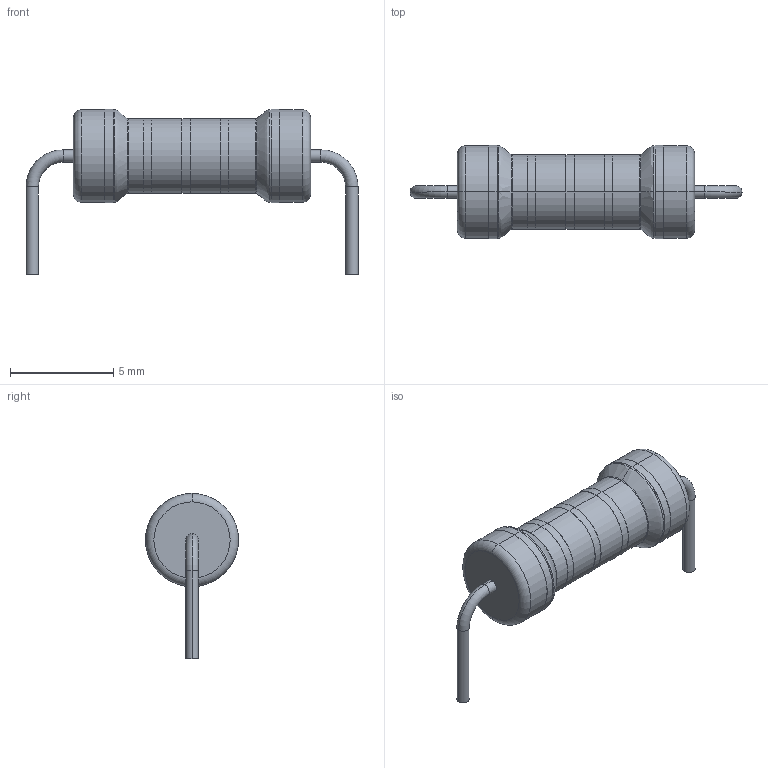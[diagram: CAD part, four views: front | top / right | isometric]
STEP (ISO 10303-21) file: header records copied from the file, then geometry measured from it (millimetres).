
FILE_DESCRIPTION (( 'STEP AP214' ), '1' );
FILE_NAME ('RES-TH-C45x110-P150-D8-1.STEP', '2025-10-27T03:24:36', ( '' ), ( '' ), 'SwSTEP 2.0', 'SolidWorks 2020', '' );
FILE_SCHEMA (( 'AUTOMOTIVE_DESIGN' ));
Length unit declared in the file: millimetre
Products named in the file (2): RES-TH_BD4.5-L11.5-P15.50-D0.7~RES-TH_BD4.5-L11.5-P15.50~mBhM^U1~RES-TH_BD4.5-L11.5-P15.50-D0.7~RES-TH_BD4.5-L11.5-P15.50~mBhM_3D_PCB1_2025-10-27(2)_3D_PCB1_2025-10-27; RES-TH-C45x110-P150-D8-1
Assembly tree (1 placements, depth 2):
  RES-TH-C45x110-P150-D8-1
    RES-TH_BD4.5-L11.5-P15.50-D0.7~RES-TH_BD4.5-L11.5-P15.50~mBhM^U1~RES-TH_BD4.5-L11.5-P15.50-D0.7~RES-TH_BD4.5-L11.5-P15.50~mBhM_3D_PCB1_2025-10-27(2)_3D_PCB1_2025-10-27
Bounding box: 16.1 x 4.52 x 8.01 mm (x, y, z)
Volume: 147.1 mm3; surface area: 202.2 mm2
Topology: 1 solids, 1 shells, 288 faces, 741 edges, 486 vertices
Faces by surface type: plane 140, bspline 102, cylinder 34, torus 12
Entity records: 10071 total; most frequent: CARTESIAN_POINT 2917, ORIENTED_EDGE 1482, DIRECTION 1005, EDGE_CURVE 741, VERTEX_POINT 486, LINE 449, VECTOR 449, EDGE_LOOP 319
